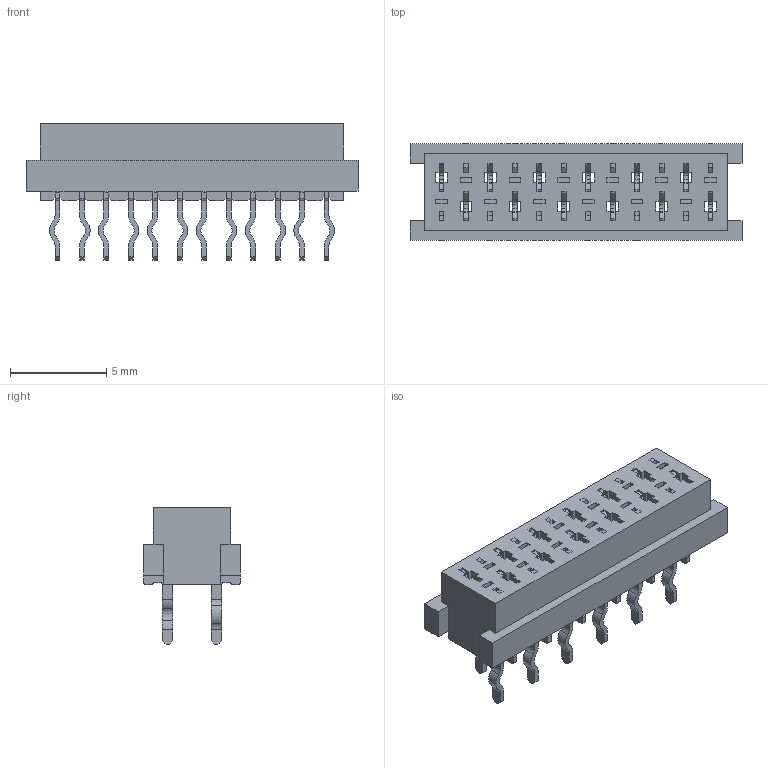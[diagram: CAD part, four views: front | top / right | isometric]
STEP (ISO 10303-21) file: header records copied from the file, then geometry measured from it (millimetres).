
FILE_DESCRIPTION( ( 'Unknown' ), '1' );
FILE_NAME( '690367181272.stp', 'Unknown', ( 'Unknown' ), ( 'Unknown' ), 'PSStep 14.0', 'Unknown', ' ' );
FILE_SCHEMA( ( 'AUTOMOTIVE_DESIGN { 1 0 10303 214 1 1 1 1 }' ) );
Length unit declared in the file: millimetre
Products named in the file (3): Assem1; Pin; 690367181272
Assembly tree (13 placements, depth 2):
  Assem1
    Pin  x12
    690367181272
Bounding box: 17.24 x 5 x 7.1 mm (x, y, z)
Volume: 265.8 mm3; surface area: 912.9 mm2
Topology: 13 solids, 13 shells, 970 faces, 2816 edges, 1860 vertices
Faces by surface type: plane 706, cylinder 264
Entity records: 16320 total; most frequent: CARTESIAN_POINT 2338, ORIENTED_EDGE 2332, DIRECTION 2034, EDGE_CURVE 1166, LINE 1122, VECTOR 1122, VERTEX_POINT 760, AXIS2_PLACEMENT_3D 456
